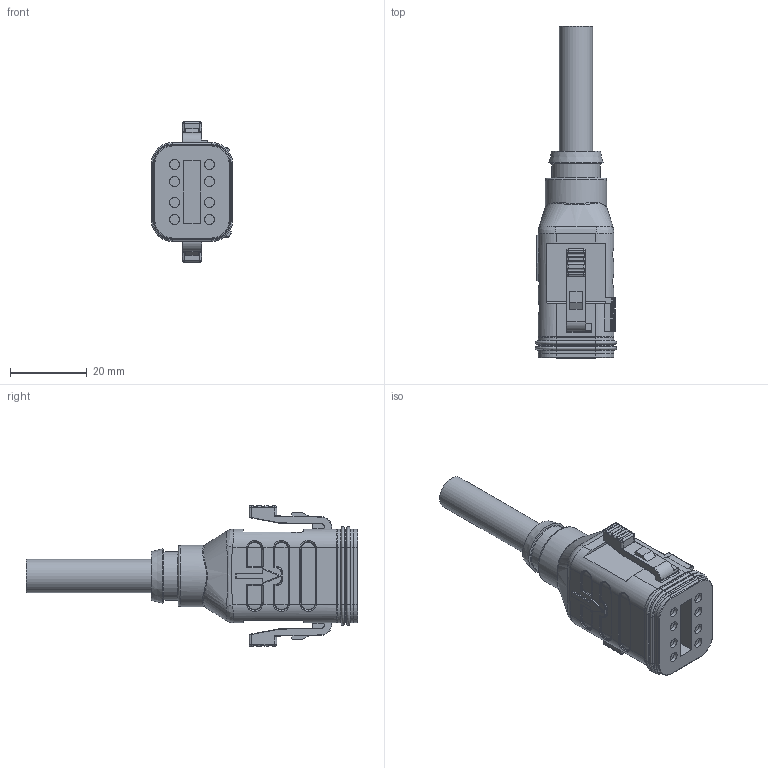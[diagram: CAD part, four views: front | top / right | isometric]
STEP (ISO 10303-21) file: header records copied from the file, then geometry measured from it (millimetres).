
FILE_DESCRIPTION(/* description */ (''),/* implementation_level */ '2;1');
FILE_NAME(/* name */ '1-V0011384__5039164__MA-DT06-8S-2-S370_assy_26-06-2023_stp.stp',/* time_stamp */ '2023-06-26T09:47:22+02:00',/* author */ ('ESCHA GmbH & Co. KG'),/* organization */ ('ESCHA GmbH & Co. KG'),/* preprocessor_version */ 'ST-DEVELOPER v16',/* originating_system */ 'SIEMENS PLM Software NX 10.0',/* authorisation */ '');
FILE_SCHEMA (('AUTOMOTIVE_DESIGN { 1 0 10303 214 3 1 1 1 }'));
Length unit declared in the file: millimetre
Products named in the file (1): t.he384CE9ABunzq
Bounding box: 21.25 x 86.75 x 36.85 mm (x, y, z)
Volume: 21497.7 mm3; surface area: 6824.2 mm2
Topology: 1 solids, 1 shells, 615 faces, 1460 edges, 853 vertices
Faces by surface type: cylinder 258, plane 152, torus 110, bspline 79, sphere 14, cone 2
Full cylindrical faces by diameter (mm): 2.56 x8, 8.75 x1, 12.75 x1, 16 x1
Entity records: 19996 total; most frequent: CARTESIAN_POINT 6373, DIRECTION 2899, ORIENTED_EDGE 2830, EDGE_CURVE 1415, AXIS2_PLACEMENT_3D 1165, VERTEX_POINT 840, EDGE_LOOP 653, CIRCLE 616
